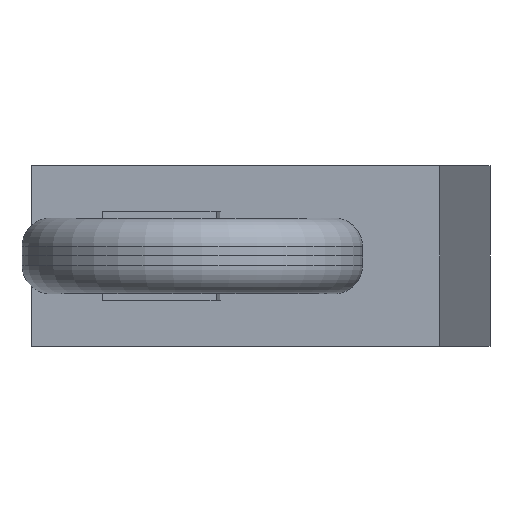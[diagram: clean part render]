
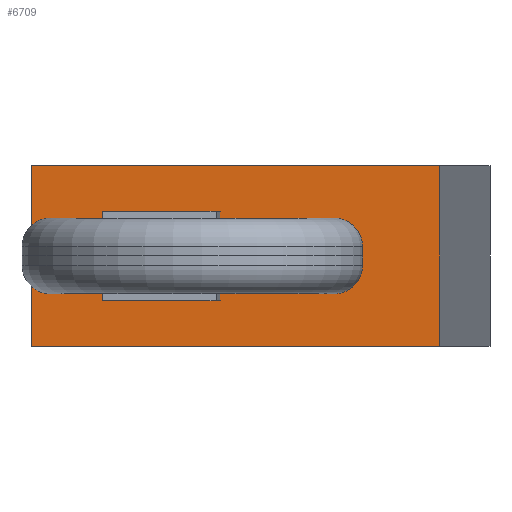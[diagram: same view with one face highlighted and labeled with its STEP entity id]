
A CAD part, left-side view. The second image highlights one B-rep face of the part: STEP entity #6709.
In plain terms, the highlighted face is planar.
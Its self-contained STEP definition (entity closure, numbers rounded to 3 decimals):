
#219=PLANE('',#7426);
#900=FACE_OUTER_BOUND('',#1312,.T.);
#1312=EDGE_LOOP('',(#5715,#5716,#5717,#5718));
#2102=LINE('',#14175,#2481);
#2105=LINE('',#14181,#2484);
#2106=LINE('',#14183,#2485);
#2107=LINE('',#14184,#2486);
#2481=VECTOR('',#9012,10.);
#2484=VECTOR('',#9017,10.);
#2485=VECTOR('',#9018,10.);
#2486=VECTOR('',#9019,10.);
#3035=VERTEX_POINT('',#14172);
#3036=VERTEX_POINT('',#14174);
#3038=VERTEX_POINT('',#14180);
#3039=VERTEX_POINT('',#14182);
#3951=EDGE_CURVE('',#3035,#3036,#2102,.T.);
#3954=EDGE_CURVE('',#3038,#3035,#2105,.T.);
#3955=EDGE_CURVE('',#3039,#3038,#2106,.T.);
#3956=EDGE_CURVE('',#3036,#3039,#2107,.T.);
#5715=ORIENTED_EDGE('',*,*,#3954,.F.);
#5716=ORIENTED_EDGE('',*,*,#3955,.F.);
#5717=ORIENTED_EDGE('',*,*,#3956,.F.);
#5718=ORIENTED_EDGE('',*,*,#3951,.F.);
#6709=ADVANCED_FACE('',(#900),#219,.T.);
#7426=AXIS2_PLACEMENT_3D('',#14179,#9015,#9016);
#9012=DIRECTION('',(0.,1.,0.));
#9015=DIRECTION('center_axis',(-1.,0.,0.));
#9016=DIRECTION('ref_axis',(0.,-1.,0.));
#9017=DIRECTION('',(0.,0.,-1.));
#9018=DIRECTION('',(0.,-1.,0.));
#9019=DIRECTION('',(0.,0.,1.));
#14172=CARTESIAN_POINT('',(-26.67,-26.67,-9.525));
#14174=CARTESIAN_POINT('',(-26.67,16.51,-9.525));
#14175=CARTESIAN_POINT('',(-26.67,-26.67,-9.525));
#14179=CARTESIAN_POINT('Origin',(-26.67,16.51,0.));
#14180=CARTESIAN_POINT('',(-26.67,-26.67,9.525));
#14181=CARTESIAN_POINT('',(-26.67,-26.67,0.));
#14182=CARTESIAN_POINT('',(-26.67,16.51,9.525));
#14183=CARTESIAN_POINT('',(-26.67,-26.67,9.525));
#14184=CARTESIAN_POINT('',(-26.67,16.51,0.));
